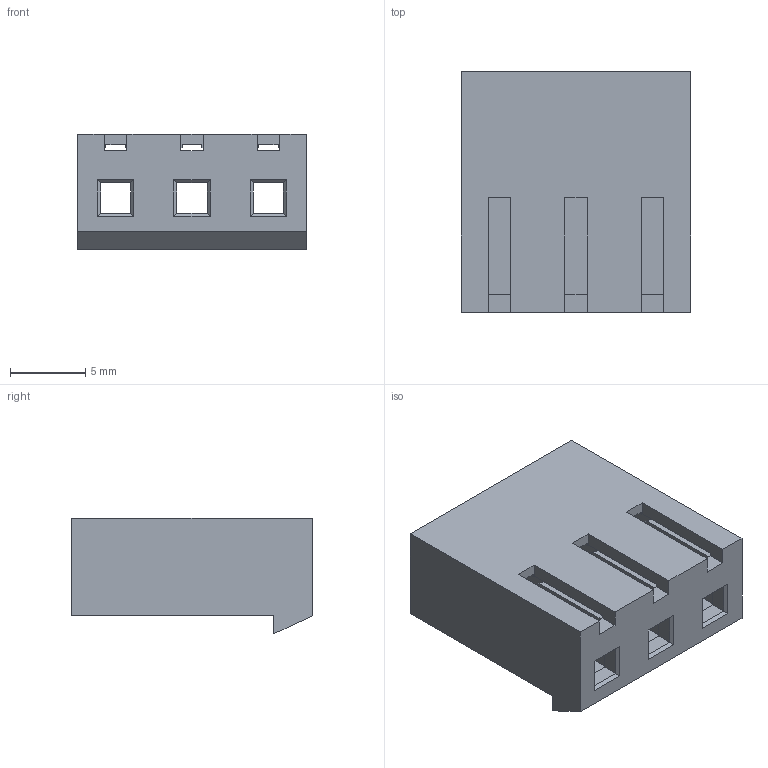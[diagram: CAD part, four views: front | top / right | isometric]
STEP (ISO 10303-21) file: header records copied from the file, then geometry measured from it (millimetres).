
FILE_DESCRIPTION((''),'2;1');
FILE_NAME('FHG50803-S03M2TB','2026-03-13T',('工程三'),(''),'PRO/ENGINEER BY PARAMETRIC TECHNOLOGY CORPORATION, 2010280','PRO/ENGINEER BY PARAMETRIC TECHNOLOGY CORPORATION, 2010280','');
FILE_SCHEMA(('CONFIG_CONTROL_DESIGN'));
Length unit declared in the file: millimetre
Products named in the file (1): FHG50803-S03M2TB
Bounding box: 15.24 x 16 x 7.7 mm (x, y, z)
Volume: 766.2 mm3; surface area: 1994.3 mm2
Topology: 1 solids, 1 shells, 117 faces, 343 edges, 227 vertices
Faces by surface type: plane 111, bspline 6
Entity records: 5414 total; most frequent: CARTESIAN_POINT 2316, ORIENTED_EDGE 686, DIRECTION 540, EDGE_CURVE 343, VECTOR 318, LINE 318, VERTEX_POINT 227, EDGE_LOOP 128
